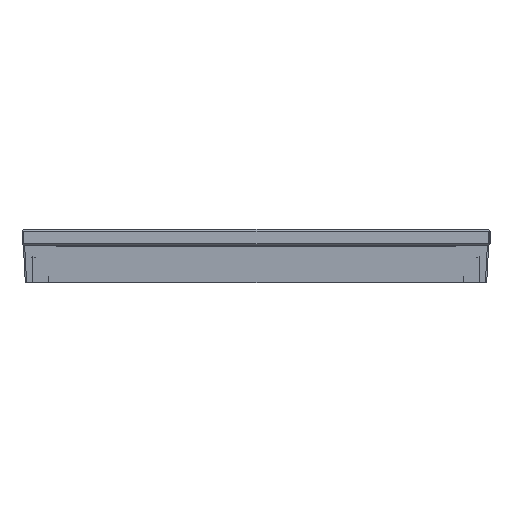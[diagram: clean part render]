
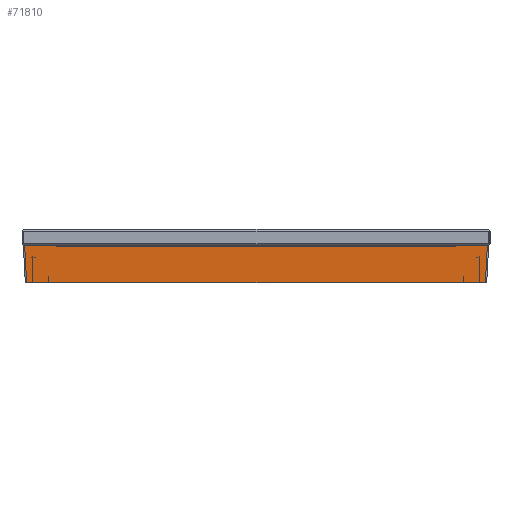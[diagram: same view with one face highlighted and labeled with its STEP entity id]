
A CAD part, left-side view. The second image highlights one B-rep face of the part: STEP entity #71810.
In plain terms, the highlighted face is planar.
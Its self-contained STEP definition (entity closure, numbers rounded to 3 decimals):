
#255=CARTESIAN_POINT('',(-43.383,0.,43.133));
#304=CARTESIAN_POINT('',(-43.383,0.,-43.133));
#315=DIRECTION('',(0.,0.,1.));
#316=VECTOR('',#315,86.267);
#317=CARTESIAN_POINT('',(-43.383,0.,-43.133));
#318=LINE('12345',#317,#316);
#350=DIRECTION('',(0.052,-0.997,-0.052));
#351=VECTOR('',#350,7.019);
#352=CARTESIAN_POINT('',(-43.75,7.,43.5));
#353=LINE('12327',#352,#351);
#357=DIRECTION('',(0.052,-0.997,0.052));
#358=VECTOR('',#357,7.019);
#359=CARTESIAN_POINT('',(-43.75,7.,-43.5));
#360=LINE('12341',#359,#358);
#417=DIRECTION('',(0.,0.,1.));
#418=VECTOR('',#417,87.001);
#419=CARTESIAN_POINT('',(-43.75,7.,-43.5));
#420=LINE('12349',#419,#418);
#430=CARTESIAN_POINT('',(-43.75,7.,-43.5));
#64208=VERTEX_POINT('',#255);
#64209=CARTESIAN_POINT('',(-43.75,7.,43.5));
#64210=VERTEX_POINT('',#64209);
#64222=VERTEX_POINT('',#304);
#64226=VERTEX_POINT('',#430);
#71797=CARTESIAN_POINT('',(-43.75,7.,-44.87));
#71798=DIRECTION('',(-0.999,-0.052,0.));
#71799=DIRECTION('',(0.,0.,1.));
#71800=AXIS2_PLACEMENT_3D('',#71797,#71798,#71799);
#71801=PLANE('12321',#71800);
#71802=ORIENTED_EDGE('12327',*,*,#71781,.T.);
#71803=ORIENTED_EDGE('12345',*,*,#71745,.F.);
#71805=ORIENTED_EDGE('12341',*,*,#71804,.F.);
#71807=ORIENTED_EDGE('12349',*,*,#71806,.T.);
#71808=EDGE_LOOP('12321',(#71802,#71803,#71805,#71807));
#71809=FACE_OUTER_BOUND('12321',#71808,.F.);
#71810=ADVANCED_FACE('12321',(#71809),#71801,.T.);
#71745=EDGE_CURVE('12345',#64222,#64208,#318,.T.);
#71781=EDGE_CURVE('12327',#64210,#64208,#353,.T.);
#71804=EDGE_CURVE('12341',#64226,#64222,#360,.T.);
#71806=EDGE_CURVE('12349',#64226,#64210,#420,.T.);
